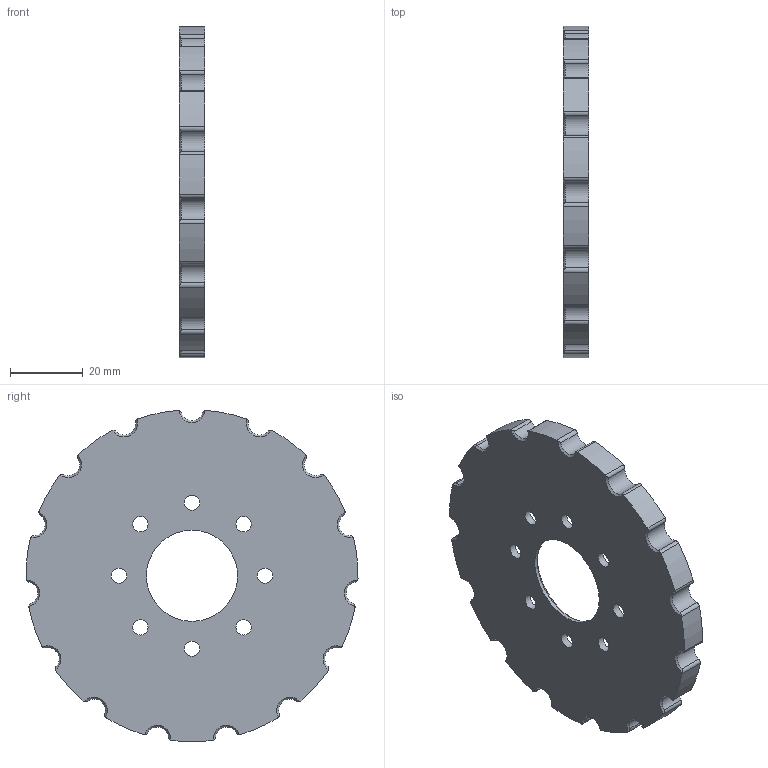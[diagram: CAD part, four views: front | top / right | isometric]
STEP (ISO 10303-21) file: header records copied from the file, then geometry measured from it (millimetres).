
FILE_DESCRIPTION(/* description */ (''),/* implementation_level */ '2;1');
FILE_NAME(/* name */ '',/* time_stamp */ '2025-08-31T03:59:06+08:00',/* author */ ('Piw'),/* organization */ (''),/* preprocessor_version */ 'ST-DEVELOPER v20',/* originating_system */ 'Autodesk Inventor 2025',/* authorisation */ '');
FILE_SCHEMA (('AUTOMOTIVE_DESIGN { 1 0 10303 214 3 1 1 }'));
Length unit declared in the file: millimetre
Products named in the file (1): 主动外轮
Bounding box: 7 x 90.99 x 90.79 mm (x, y, z)
Volume: 23494.1 mm3; surface area: 14758 mm2
Topology: 1 solids, 1 shells, 91 faces, 263 edges, 175 vertices
Faces by surface type: cylinder 70, cone 18, plane 3
Full cylindrical faces by diameter (mm): 4.2 x8, 25 x1, 70 x1
Entity records: 3318 total; most frequent: CARTESIAN_POINT 740, DIRECTION 577, ORIENTED_EDGE 526, EDGE_CURVE 263, AXIS2_PLACEMENT_3D 252, VERTEX_POINT 175, CIRCLE 160, EDGE_LOOP 110
